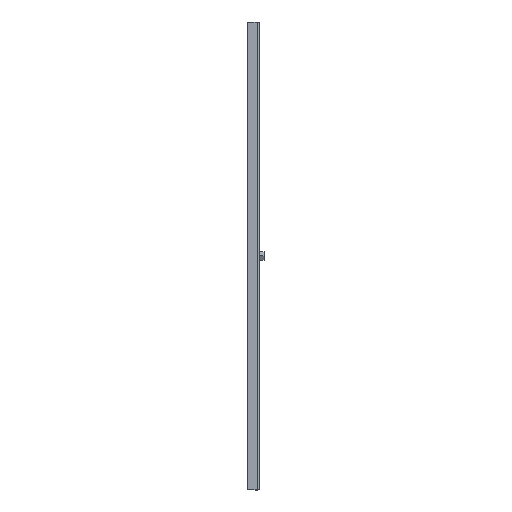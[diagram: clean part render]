
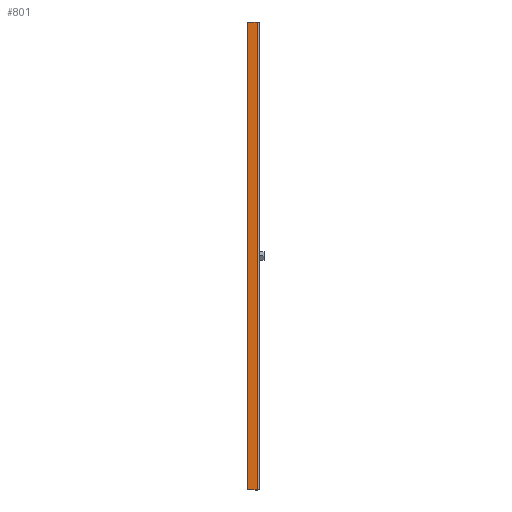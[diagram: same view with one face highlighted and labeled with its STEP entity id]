
A CAD part, left-side view. The second image highlights one B-rep face of the part: STEP entity #801.
In plain terms, the highlighted planar face has unit normal (-1, 0, 0).
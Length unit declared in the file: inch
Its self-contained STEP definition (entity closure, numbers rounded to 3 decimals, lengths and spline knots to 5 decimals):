
#75 = LINE ( 'NONE', #3504, #1175 ) ;
#123 = EDGE_CURVE ( 'NONE', #1666, #2044, #2073, .T. ) ;
#155 = EDGE_CURVE ( 'NONE', #861, #1666, #75, .T. ) ;
#269 = VECTOR ( 'NONE', #3370, 39.37008 ) ;
#479 = EDGE_CURVE ( 'NONE', #2044, #3018, #583, .T. ) ;
#568 = ORIENTED_EDGE ( 'NONE', *, *, #1358, .T. ) ;
#583 = LINE ( 'NONE', #1688, #269 ) ;
#641 = DIRECTION ( 'NONE',  ( 0., -1., 0. ) ) ;
#801 = ADVANCED_FACE ( 'NONE', ( #2678 ), #3573, .T. ) ;
#861 = VERTEX_POINT ( 'NONE', #2829 ) ;
#1053 = ORIENTED_EDGE ( 'NONE', *, *, #479, .F. ) ;
#1133 = CARTESIAN_POINT ( 'NONE',  ( -16.25, 0.75, -15.2485 ) ) ;
#1175 = VECTOR ( 'NONE', #641, 39.37008 ) ;
#1311 = VECTOR ( 'NONE', #1649, 39.37008 ) ;
#1358 = EDGE_CURVE ( 'NONE', #861, #3018, #1818, .T. ) ;
#1649 = DIRECTION ( 'NONE',  ( 0., 0., -1. ) ) ;
#1666 = VERTEX_POINT ( 'NONE', #2171 ) ;
#1688 = CARTESIAN_POINT ( 'NONE',  ( -16.25, 0.095, -15.2485 ) ) ;
#1818 = LINE ( 'NONE', #3366, #1311 ) ;
#1819 = CARTESIAN_POINT ( 'NONE',  ( -16.25, 0.143, 15.2485 ) ) ;
#1874 = CARTESIAN_POINT ( 'NONE',  ( -16.25, 0.08549, -15.2485 ) ) ;
#2044 = VERTEX_POINT ( 'NONE', #2772 ) ;
#2073 = LINE ( 'NONE', #1819, #2689 ) ;
#2171 = CARTESIAN_POINT ( 'NONE',  ( -16.25, 0.143, 15.2485 ) ) ;
#2181 = DIRECTION ( 'NONE',  ( -1., 0., 0. ) ) ;
#2410 = DIRECTION ( 'NONE',  ( 0., 0., -1. ) ) ;
#2678 = FACE_OUTER_BOUND ( 'NONE', #2785, .T. ) ;
#2689 = VECTOR ( 'NONE', #2410, 39.37008 ) ;
#2751 = DIRECTION ( 'NONE',  ( 0., -1., 0. ) ) ;
#2772 = CARTESIAN_POINT ( 'NONE',  ( -16.25, 0.143, -15.2485 ) ) ;
#2785 = EDGE_LOOP ( 'NONE', ( #3699, #568, #1053, #3337 ) ) ;
#2829 = CARTESIAN_POINT ( 'NONE',  ( -16.25, 0.75, 15.2485 ) ) ;
#3018 = VERTEX_POINT ( 'NONE', #1133 ) ;
#3337 = ORIENTED_EDGE ( 'NONE', *, *, #123, .F. ) ;
#3366 = CARTESIAN_POINT ( 'NONE',  ( -16.25, 0.75, -15.2485 ) ) ;
#3370 = DIRECTION ( 'NONE',  ( 0., 1., 0. ) ) ;
#3390 = AXIS2_PLACEMENT_3D ( 'NONE', #1874, #2181, #2751 ) ;
#3504 = CARTESIAN_POINT ( 'NONE',  ( -16.25, 0.095, 15.2485 ) ) ;
#3573 = PLANE ( 'NONE',  #3390 ) ;
#3699 = ORIENTED_EDGE ( 'NONE', *, *, #155, .F. ) ;
